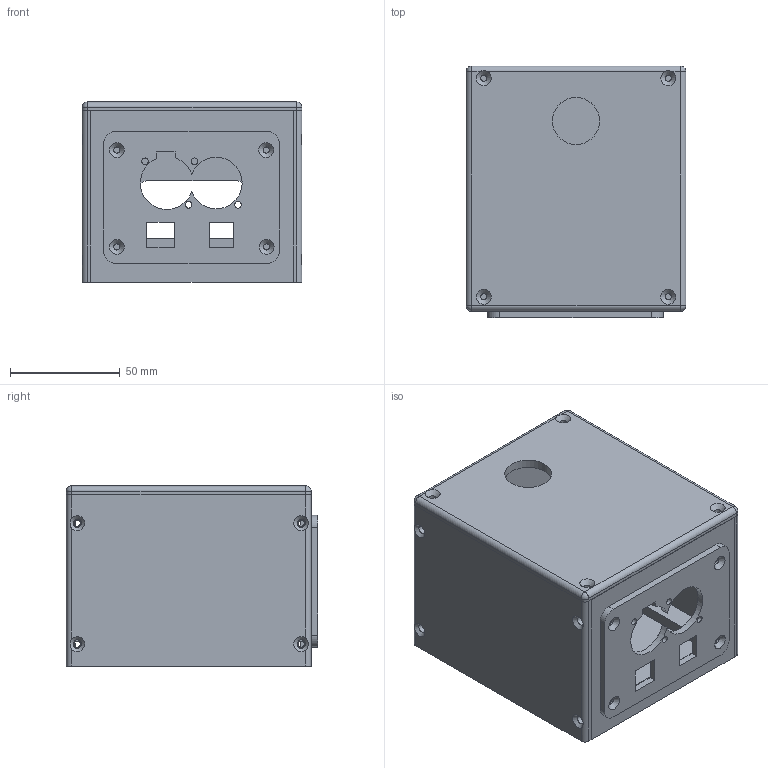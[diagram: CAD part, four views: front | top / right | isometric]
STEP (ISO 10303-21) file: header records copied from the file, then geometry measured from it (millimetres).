
FILE_DESCRIPTION(/* description */ (''),/* implementation_level */ '2;1');
FILE_NAME(/* name */ '02259d3d-485d-4a74-990a-c308a3ad1d88.stp',/* time_stamp */ '2019-08-30T16:37:48+00:00',/* author */ (''),/* organization */ (''),/* preprocessor_version */ 'ST-DEVELOPER v18',/* originating_system */ 'Autodesk Translation Framework v8.6.0.1094',/* authorisation */ '');
FILE_SCHEMA (('AUTOMOTIVE_DESIGN { 1 0 10303 214 3 1 1 }'));
Length unit declared in the file: millimetre
Products named in the file (1): DMX2
Bounding box: 100 x 114.5 x 82 mm (x, y, z)
Volume: 223499.5 mm3; surface area: 118946.6 mm2
Topology: 5 solids, 5 shells, 157 faces, 453 edges, 288 vertices
Faces by surface type: plane 73, cylinder 64, cone 16, sphere 4
Full cylindrical faces by diameter (mm): 2.8 x28, 3 x4, 3.8 x8, 21.4 x1
Entity records: 5706 total; most frequent: CARTESIAN_POINT 1269, DIRECTION 911, ORIENTED_EDGE 906, EDGE_CURVE 453, AXIS2_PLACEMENT_3D 324, VERTEX_POINT 288, LINE 263, VECTOR 263
